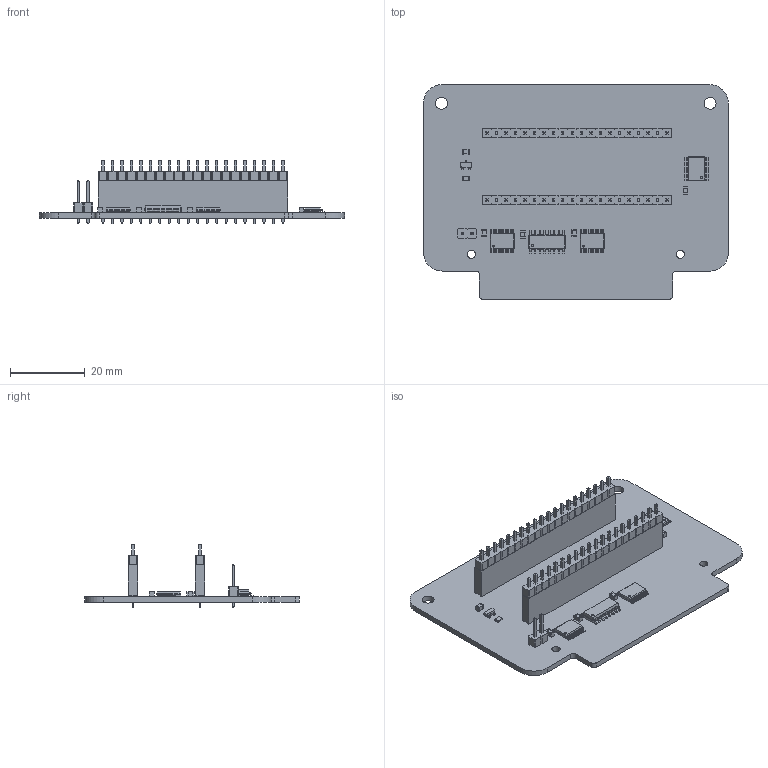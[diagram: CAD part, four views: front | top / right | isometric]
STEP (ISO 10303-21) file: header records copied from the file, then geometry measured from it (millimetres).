
FILE_DESCRIPTION(('KiCad electronic assembly'),'2;1');
FILE_NAME('ROM Cart Pro.step','2025-09-21T15:33:33',('Pcbnew'),('Kicad') ,'Open CASCADE STEP processor 7.8','KiCad to STEP converter','Unknown' );
FILE_SCHEMA(('AUTOMOTIVE_DESIGN { 1 0 10303 214 1 1 1 1 }'));
Length unit declared in the file: millimetre
Products named in the file (11): ROM Cart Pro 1; SOIC-16_3.9x9.9mm_P1.27mm; R_0805_2012Metric; C_0805_2012Metric; TSSOP-20_4.4x6.5mm_P0.65mm; Raspberry Pi Pico; PinSocket_1x20_P2.54mm_Vertical; PinHeader_1x20_P2.54mm_Vertical; SOT-23; PinHeader_1x02_P2.54mm_Vertical; ROM Cart Pro_PCB
Assembly tree (18 placements, depth 2):
  ROM Cart Pro 1
    SOIC-16_3.9x9.9mm_P1.27mm
    R_0805_2012Metric
    C_0805_2012Metric  x5
    TSSOP-20_4.4x6.5mm_P0.65mm  x3
    Raspberry Pi Pico
    PinSocket_1x20_P2.54mm_Vertical  x2
    PinHeader_1x20_P2.54mm_Vertical  x2
    SOT-23
    PinHeader_1x02_P2.54mm_Vertical
    ROM Cart Pro_PCB
Bounding box: 81.8 x 57.62 x 17.1 mm (x, y, z)
Volume: 9718.5 mm3; surface area: 15448.3 mm2
Topology: 17 solids, 17 shells, 3627 faces, 9385 edges, 5971 vertices
Faces by surface type: plane 3109, cylinder 438, bspline 80
Full cylindrical faces by diameter (mm): 1 x2, 1.02 x40, 2.2 x2, 3.2 x2
Entity records: 71653 total; most frequent: CARTESIAN_POINT 9896, ORIENTED_EDGE 9554, DIRECTION 8804, EDGE_CURVE 4777, LINE 4242, VECTOR 4242, VERTEX_POINT 3037, AXIS2_PLACEMENT_3D 2281
